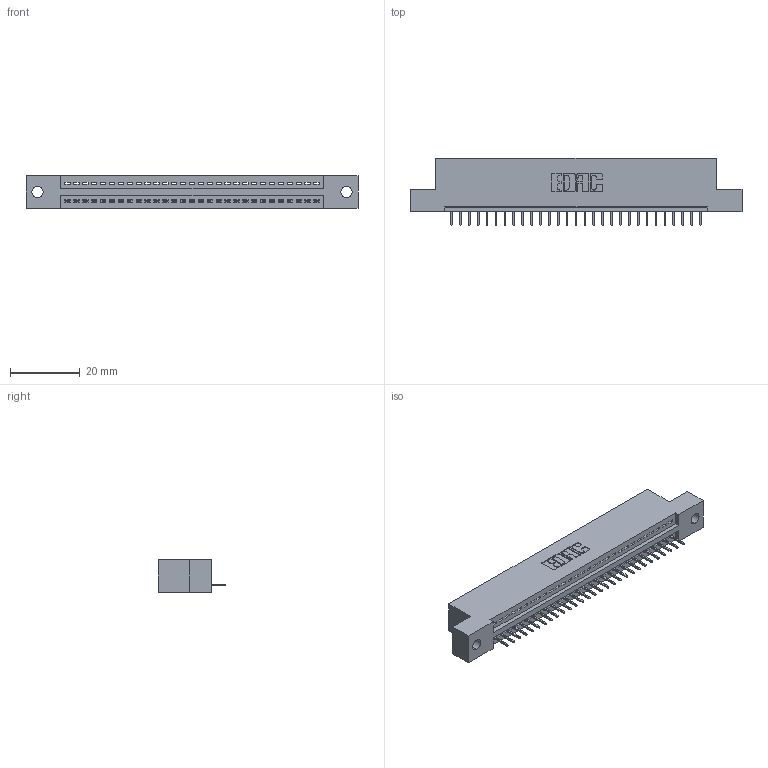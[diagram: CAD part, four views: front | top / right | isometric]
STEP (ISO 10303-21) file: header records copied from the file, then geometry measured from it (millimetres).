
FILE_DESCRIPTION (( 'STEP AP203' ), '1' );
FILE_NAME ('345-029-524-102.STEP', '2019-10-07T07:25:03', ( '' ), ( '' ), 'SwSTEP 2.0', 'SolidWorks 2016', '' );
FILE_SCHEMA (( 'CONFIG_CONTROL_DESIGN' ));
Length unit declared in the file: inch
Products named in the file (3): 345-029-524-102; 345-292-001_345-293-124; 345 Part_Flush Mounting Lugs - 0.128 Dia
Assembly tree (30 placements, depth 2):
  345-029-524-102
    345 Part_Flush Mounting Lugs - 0.128 Dia
    345-292-001_345-293-124  x29
Bounding box: 94.87 x 19.35 x 9.4 mm (x, y, z)
Volume: 8753 mm3; surface area: 10817.5 mm2
Topology: 30 solids, 30 shells, 1924 faces, 5561 edges, 3590 vertices
Faces by surface type: plane 1414, cylinder 510
Entity records: 23653 total; most frequent: CARTESIAN_POINT 4103, ORIENTED_EDGE 4066, DIRECTION 3603, EDGE_CURVE 2033, VECTOR 1789, LINE 1789, VERTEX_POINT 1350, AXIS2_PLACEMENT_3D 907
